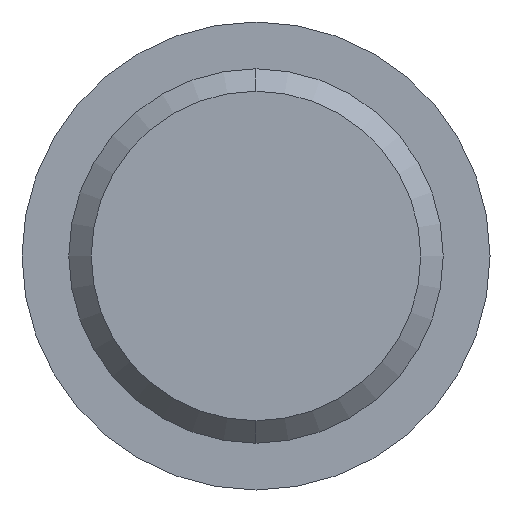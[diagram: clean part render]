
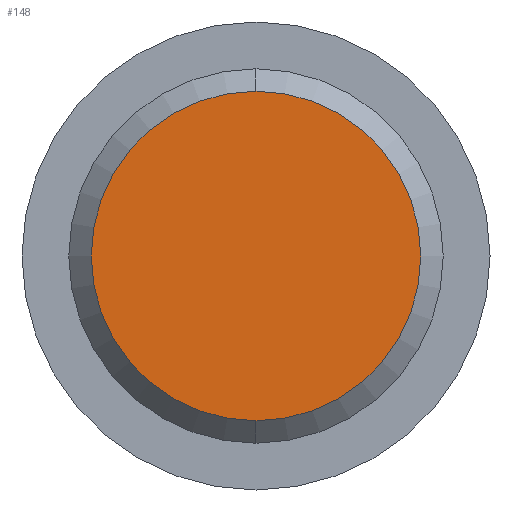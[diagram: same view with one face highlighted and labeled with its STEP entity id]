
A CAD part, left-side view. The second image highlights one B-rep face of the part: STEP entity #148.
In plain terms, the highlighted planar face has unit normal (-1, 0, 0).
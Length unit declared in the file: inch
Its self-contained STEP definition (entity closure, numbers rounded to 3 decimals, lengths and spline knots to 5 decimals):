
#2 = ORIENTED_EDGE ( 'NONE', *, *, #387, .F. ) ;
#13 = CARTESIAN_POINT ( 'NONE',  ( -2., 0., 0. ) ) ;
#16 = DIRECTION ( 'NONE',  ( 1., 0., 0. ) ) ;
#92 = CIRCLE ( 'NONE', #313, 0.22 ) ;
#101 = DIRECTION ( 'NONE',  ( 0., 0., -1. ) ) ;
#126 = FACE_OUTER_BOUND ( 'NONE', #203, .T. ) ;
#132 = DIRECTION ( 'NONE',  ( 1., 0., 0. ) ) ;
#133 = PLANE ( 'NONE',  #235 ) ;
#148 = ADVANCED_FACE ( 'NONE', ( #126 ), #133, .T. ) ;
#159 = DIRECTION ( 'NONE',  ( 0., 0., 1. ) ) ;
#177 = ORIENTED_EDGE ( 'NONE', *, *, #248, .F. ) ;
#199 = DIRECTION ( 'NONE',  ( 0., 0., -1. ) ) ;
#203 = EDGE_LOOP ( 'NONE', ( #177, #2 ) ) ;
#229 = CARTESIAN_POINT ( 'NONE',  ( -2., 0., 0. ) ) ;
#235 = AXIS2_PLACEMENT_3D ( 'NONE', #13, #336, #159 ) ;
#248 = EDGE_CURVE ( 'NONE', #338, #337, #322, .T. ) ;
#260 = CARTESIAN_POINT ( 'NONE',  ( -2., 0., 0. ) ) ;
#277 = CARTESIAN_POINT ( 'NONE',  ( -2., 0., -0.22 ) ) ;
#299 = AXIS2_PLACEMENT_3D ( 'NONE', #229, #16, #199 ) ;
#313 = AXIS2_PLACEMENT_3D ( 'NONE', #260, #132, #101 ) ;
#317 = CARTESIAN_POINT ( 'NONE',  ( -2., 0., 0.22 ) ) ;
#322 = CIRCLE ( 'NONE', #299, 0.22 ) ;
#336 = DIRECTION ( 'NONE',  ( -1., 0., 0. ) ) ;
#337 = VERTEX_POINT ( 'NONE', #317 ) ;
#338 = VERTEX_POINT ( 'NONE', #277 ) ;
#387 = EDGE_CURVE ( 'NONE', #337, #338, #92, .T. ) ;
